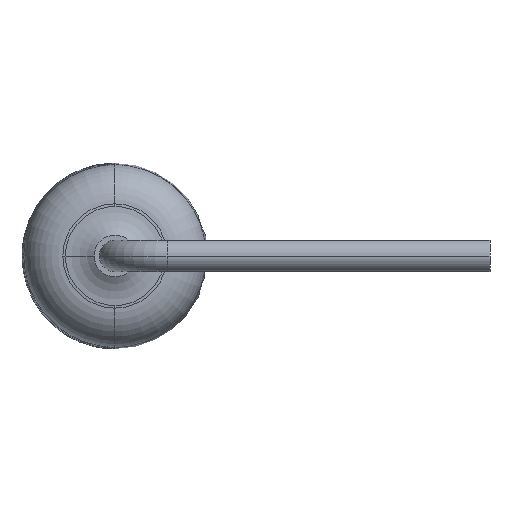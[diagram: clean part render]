
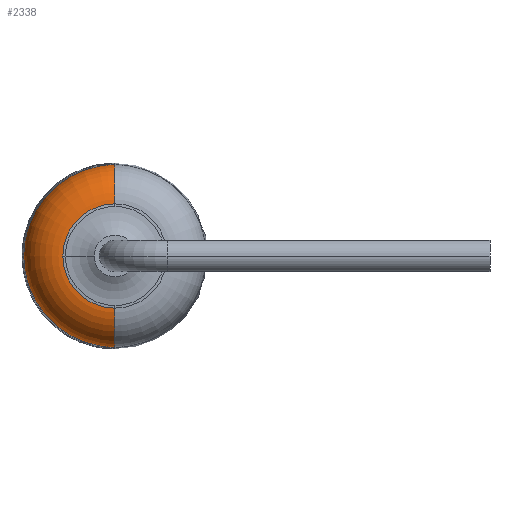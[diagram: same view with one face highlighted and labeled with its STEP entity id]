
A CAD part, left-side view. The second image highlights one B-rep face of the part: STEP entity #2338.
In plain terms, the highlighted toroidal (fillet/blend) face has major radius 0.952 mm and minor radius 0.8 mm.
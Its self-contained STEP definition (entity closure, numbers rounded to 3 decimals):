
#23 = EDGE_CURVE ( 'NONE', #1380, #1771, #1073, .T. ) ;
#35 = CARTESIAN_POINT ( 'NONE',  ( -4.5, 0., 0. ) ) ;
#52 = DIRECTION ( 'NONE',  ( 0., 0., -1. ) ) ;
#126 = ORIENTED_EDGE ( 'NONE', *, *, #439, .F. ) ;
#128 = ORIENTED_EDGE ( 'NONE', *, *, #2396, .T. ) ;
#269 = EDGE_CURVE ( 'NONE', #607, #619, #649, .T. ) ;
#287 = CIRCLE ( 'NONE', #2327, 0.8 ) ;
#312 = DIRECTION ( 'NONE',  ( 0., 0., 1. ) ) ;
#330 = CARTESIAN_POINT ( 'NONE',  ( -3.75, 0., 1.75 ) ) ;
#439 = EDGE_CURVE ( 'NONE', #607, #1380, #287, .T. ) ;
#517 = DIRECTION ( 'NONE',  ( 0., 1., 0. ) ) ;
#600 = EDGE_CURVE ( 'NONE', #969, #1771, #1972, .T. ) ;
#607 = VERTEX_POINT ( 'NONE', #330 ) ;
#619 = VERTEX_POINT ( 'NONE', #1107 ) ;
#649 = CIRCLE ( 'NONE', #1304, 1.75 ) ;
#754 = CARTESIAN_POINT ( 'NONE',  ( -3.7, 0., 0. ) ) ;
#805 = DIRECTION ( 'NONE',  ( -1., 0., 0. ) ) ;
#819 = DIRECTION ( 'NONE',  ( 0., 0., -1. ) ) ;
#969 = VERTEX_POINT ( 'NONE', #2569 ) ;
#1021 = DIRECTION ( 'NONE',  ( 0., -1., 0. ) ) ;
#1024 = ORIENTED_EDGE ( 'NONE', *, *, #269, .T. ) ;
#1073 = CIRCLE ( 'NONE', #2006, 0.952 ) ;
#1107 = CARTESIAN_POINT ( 'NONE',  ( -3.75, 1.75, 0. ) ) ;
#1126 = DIRECTION ( 'NONE',  ( -1., 0., 0. ) ) ;
#1234 = TOROIDAL_SURFACE ( 'NONE', #1815, 0.952, 0.8 ) ;
#1304 = AXIS2_PLACEMENT_3D ( 'NONE', #2180, #1372, #1943 ) ;
#1372 = DIRECTION ( 'NONE',  ( -1., 0., 0. ) ) ;
#1380 = VERTEX_POINT ( 'NONE', #1438 ) ;
#1381 = EDGE_LOOP ( 'NONE', ( #128, #2545, #2324, #126, #1024 ) ) ;
#1438 = CARTESIAN_POINT ( 'NONE',  ( -4.5, 0., 0.952 ) ) ;
#1489 = CARTESIAN_POINT ( 'NONE',  ( -3.7, 0., -0.952 ) ) ;
#1517 = DIRECTION ( 'NONE',  ( 0., 0., 1. ) ) ;
#1613 = CIRCLE ( 'NONE', #1779, 1.75 ) ;
#1771 = VERTEX_POINT ( 'NONE', #2220 ) ;
#1779 = AXIS2_PLACEMENT_3D ( 'NONE', #2319, #1126, #2344 ) ;
#1815 = AXIS2_PLACEMENT_3D ( 'NONE', #754, #2138, #1517 ) ;
#1838 = AXIS2_PLACEMENT_3D ( 'NONE', #1489, #517, #312 ) ;
#1943 = DIRECTION ( 'NONE',  ( 0., 0., 1. ) ) ;
#1944 = FACE_OUTER_BOUND ( 'NONE', #1381, .T. ) ;
#1972 = CIRCLE ( 'NONE', #1838, 0.8 ) ;
#2006 = AXIS2_PLACEMENT_3D ( 'NONE', #35, #805, #819 ) ;
#2138 = DIRECTION ( 'NONE',  ( -1., 0., 0. ) ) ;
#2180 = CARTESIAN_POINT ( 'NONE',  ( -3.75, 0., 0. ) ) ;
#2220 = CARTESIAN_POINT ( 'NONE',  ( -4.5, 0., -0.952 ) ) ;
#2232 = CARTESIAN_POINT ( 'NONE',  ( -3.7, 0., 0.952 ) ) ;
#2319 = CARTESIAN_POINT ( 'NONE',  ( -3.75, 0., 0. ) ) ;
#2324 = ORIENTED_EDGE ( 'NONE', *, *, #23, .F. ) ;
#2327 = AXIS2_PLACEMENT_3D ( 'NONE', #2232, #1021, #52 ) ;
#2338 = ADVANCED_FACE ( 'NONE', ( #1944 ), #1234, .T. ) ;
#2344 = DIRECTION ( 'NONE',  ( 0., 0., 1. ) ) ;
#2396 = EDGE_CURVE ( 'NONE', #619, #969, #1613, .T. ) ;
#2545 = ORIENTED_EDGE ( 'NONE', *, *, #600, .T. ) ;
#2569 = CARTESIAN_POINT ( 'NONE',  ( -3.75, 0., -1.75 ) ) ;
